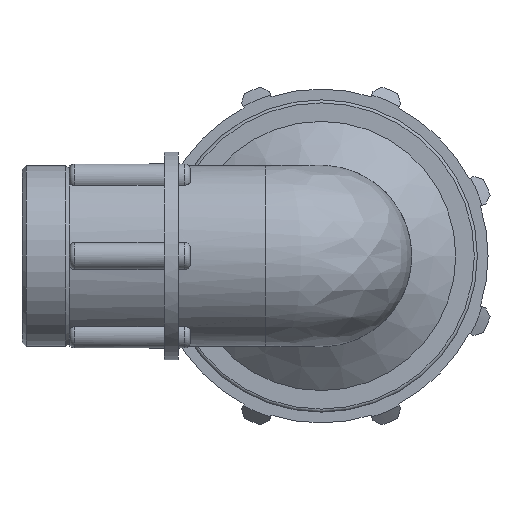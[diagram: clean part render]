
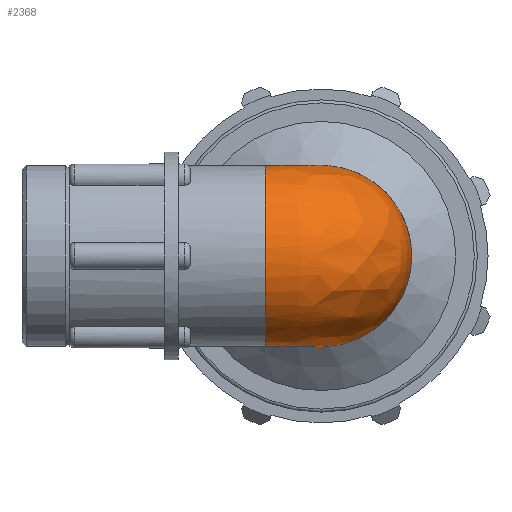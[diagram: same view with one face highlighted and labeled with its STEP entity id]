
A CAD part, left-side view. The second image highlights one B-rep face of the part: STEP entity #2368.
In plain terms, the highlighted free-form (B-spline) face has degree [2, 2] with [7, 3] control points.
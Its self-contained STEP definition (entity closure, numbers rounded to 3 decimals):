
#62=(
BOUNDED_SURFACE()
B_SPLINE_SURFACE(2,2,((#4045,#4046,#4047),(#4048,#4049,#4050),(#4051,#4052,
#4053),(#4054,#4055,#4056),(#4057,#4058,#4059),(#4060,#4061,#4062),(#4063,
#4064,#4065)),.UNSPECIFIED.,.F.,.F.,.F.)
B_SPLINE_SURFACE_WITH_KNOTS((3,2,2,3),(3,3),(-2.234,-0.745,
0.745,2.234),(-3.142,-1.571),
 .UNSPECIFIED.)
GEOMETRIC_REPRESENTATION_ITEM()
RATIONAL_B_SPLINE_SURFACE(((1.,0.707,1.),(0.735,
0.52,0.735),(1.,0.707,1.),(0.735,
0.52,0.735),(1.,0.707,1.),(0.735,
0.52,0.735),(1.,0.707,1.)))
REPRESENTATION_ITEM('')
SURFACE()
);
#494=FACE_OUTER_BOUND('',#635,.T.);
#635=EDGE_LOOP('',(#1749,#1750));
#820=CIRCLE('',#2568,12.11);
#835=CIRCLE('',#2593,12.11);
#1017=VERTEX_POINT('',#3981);
#1018=VERTEX_POINT('',#3983);
#1278=EDGE_CURVE('',#1018,#1017,#820,.T.);
#1294=EDGE_CURVE('',#1018,#1017,#835,.T.);
#1749=ORIENTED_EDGE('',*,*,#1278,.T.);
#1750=ORIENTED_EDGE('',*,*,#1294,.F.);
#2368=ADVANCED_FACE('',(#494),#62,.F.);
#2568=AXIS2_PLACEMENT_3D('',#3984,#2999,#3000);
#2593=AXIS2_PLACEMENT_3D('',#4009,#3049,#3050);
#2999=DIRECTION('center_axis',(0.,-1.,0.));
#3000=DIRECTION('ref_axis',(-1.,0.,0.));
#3049=DIRECTION('center_axis',(1.,0.,0.));
#3050=DIRECTION('ref_axis',(0.,-1.,0.));
#3981=CARTESIAN_POINT('',(7.452,7.452,-9.546));
#3983=CARTESIAN_POINT('',(7.452,7.452,9.546));
#3984=CARTESIAN_POINT('Origin',(0.,7.452,
0.));
#4009=CARTESIAN_POINT('Origin',(7.452,0.,0.));
#4045=CARTESIAN_POINT('Ctrl Pts',(7.452,7.452,-9.546));
#4046=CARTESIAN_POINT('Ctrl Pts',(7.452,7.452,-9.546));
#4047=CARTESIAN_POINT('Ctrl Pts',(7.452,7.452,-9.546));
#4048=CARTESIAN_POINT('Ctrl Pts',(-1.344,7.452,-16.413));
#4049=CARTESIAN_POINT('Ctrl Pts',(-1.344,-1.344,-16.413));
#4050=CARTESIAN_POINT('Ctrl Pts',(7.452,-1.344,-16.413));
#4051=CARTESIAN_POINT('Ctrl Pts',(-8.906,7.452,-8.206));
#4052=CARTESIAN_POINT('Ctrl Pts',(-8.906,-8.906,-8.206));
#4053=CARTESIAN_POINT('Ctrl Pts',(7.452,-8.906,-8.206));
#4054=CARTESIAN_POINT('Ctrl Pts',(-16.468,7.452,0.));
#4055=CARTESIAN_POINT('Ctrl Pts',(-16.468,-16.468,0.));
#4056=CARTESIAN_POINT('Ctrl Pts',(7.452,-16.468,0.));
#4057=CARTESIAN_POINT('Ctrl Pts',(-8.906,7.452,8.206));
#4058=CARTESIAN_POINT('Ctrl Pts',(-8.906,-8.906,8.206));
#4059=CARTESIAN_POINT('Ctrl Pts',(7.452,-8.906,8.206));
#4060=CARTESIAN_POINT('Ctrl Pts',(-1.344,7.452,16.413));
#4061=CARTESIAN_POINT('Ctrl Pts',(-1.344,-1.344,16.413));
#4062=CARTESIAN_POINT('Ctrl Pts',(7.452,-1.344,16.413));
#4063=CARTESIAN_POINT('Ctrl Pts',(7.452,7.452,9.546));
#4064=CARTESIAN_POINT('Ctrl Pts',(7.452,7.452,9.546));
#4065=CARTESIAN_POINT('Ctrl Pts',(7.452,7.452,9.546));
